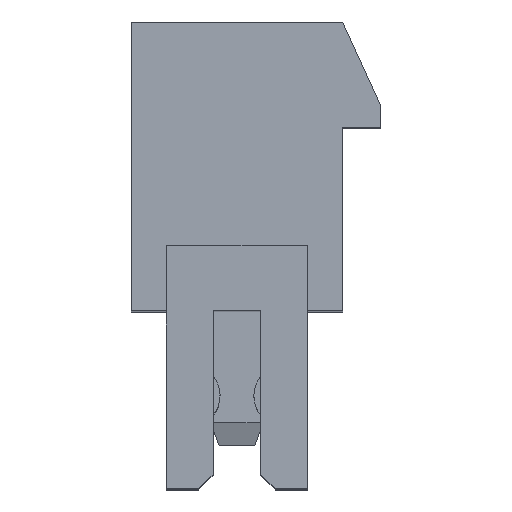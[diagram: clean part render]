
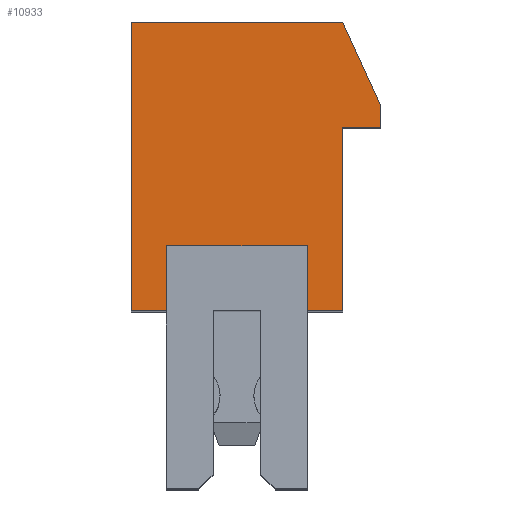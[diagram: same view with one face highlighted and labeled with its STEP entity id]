
A CAD part, top view. The second image highlights one B-rep face of the part: STEP entity #10933.
In plain terms, the highlighted planar face has unit normal (0, 0, 1).
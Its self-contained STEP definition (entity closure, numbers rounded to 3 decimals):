
#243 = VERTEX_POINT ( 'NONE', #11653 ) ;
#785 = VERTEX_POINT ( 'NONE', #17210 ) ;
#802 = CARTESIAN_POINT ( 'NONE',  ( -3.75, 0., 0. ) ) ;
#862 = ORIENTED_EDGE ( 'NONE', *, *, #5456, .T. ) ;
#940 = LINE ( 'NONE', #1685, #15261 ) ;
#965 = VECTOR ( 'NONE', #9694, 1000. ) ;
#970 = VERTEX_POINT ( 'NONE', #12741 ) ;
#1002 = LINE ( 'NONE', #16502, #11644 ) ;
#1159 = DIRECTION ( 'NONE',  ( 0., -1., 0. ) ) ;
#1295 = ORIENTED_EDGE ( 'NONE', *, *, #11798, .F. ) ;
#1685 = CARTESIAN_POINT ( 'NONE',  ( -3.75, 2.3, 0. ) ) ;
#1737 = CARTESIAN_POINT ( 'NONE',  ( -3.75, 0., 0. ) ) ;
#1796 = EDGE_CURVE ( 'NONE', #13054, #12184, #11441, .T. ) ;
#1859 = LINE ( 'NONE', #7742, #8790 ) ;
#2685 = EDGE_CURVE ( 'NONE', #9172, #13054, #4623, .T. ) ;
#2687 = DIRECTION ( 'NONE',  ( 0., 1., 0. ) ) ;
#3455 = FACE_OUTER_BOUND ( 'NONE', #13463, .T. ) ;
#3732 = AXIS2_PLACEMENT_3D ( 'NONE', #4573, #14333, #5964 ) ;
#4086 = VERTEX_POINT ( 'NONE', #14294 ) ;
#4125 = LINE ( 'NONE', #11715, #7845 ) ;
#4254 = DIRECTION ( 'NONE',  ( 1., 0., 0. ) ) ;
#4317 = ORIENTED_EDGE ( 'NONE', *, *, #9060, .T. ) ;
#4573 = CARTESIAN_POINT ( 'NONE',  ( -3.75, 10.25, 0. ) ) ;
#4623 = LINE ( 'NONE', #6889, #965 ) ;
#4923 = LINE ( 'NONE', #8074, #11893 ) ;
#5072 = CARTESIAN_POINT ( 'NONE',  ( 2.5, 2.3, 0. ) ) ;
#5383 = VECTOR ( 'NONE', #4254, 1000. ) ;
#5405 = VERTEX_POINT ( 'NONE', #17693 ) ;
#5456 = EDGE_CURVE ( 'NONE', #4086, #9172, #11805, .T. ) ;
#5488 = VECTOR ( 'NONE', #7177, 1000. ) ;
#5590 = EDGE_CURVE ( 'NONE', #16116, #5405, #940, .T. ) ;
#5964 = DIRECTION ( 'NONE',  ( -1., 0., 0. ) ) ;
#6257 = ORIENTED_EDGE ( 'NONE', *, *, #5590, .F. ) ;
#6312 = VERTEX_POINT ( 'NONE', #8747 ) ;
#6385 = DIRECTION ( 'NONE',  ( 0., 1., 0. ) ) ;
#6392 = EDGE_CURVE ( 'NONE', #6476, #4086, #4125, .T. ) ;
#6476 = VERTEX_POINT ( 'NONE', #10501 ) ;
#6697 = ORIENTED_EDGE ( 'NONE', *, *, #16636, .F. ) ;
#6748 = DIRECTION ( 'NONE',  ( -0.416, 0.909, 0. ) ) ;
#6889 = CARTESIAN_POINT ( 'NONE',  ( -3.75, 10.25, 0. ) ) ;
#7177 = DIRECTION ( 'NONE',  ( 1., 0., 0. ) ) ;
#7736 = VECTOR ( 'NONE', #14255, 1000. ) ;
#7742 = CARTESIAN_POINT ( 'NONE',  ( 2.5, 10.25, 0. ) ) ;
#7845 = VECTOR ( 'NONE', #13143, 1000. ) ;
#7933 = DIRECTION ( 'NONE',  ( 1., 0., 0. ) ) ;
#8074 = CARTESIAN_POINT ( 'NONE',  ( -2.5, 10.25, 0. ) ) ;
#8287 = EDGE_CURVE ( 'NONE', #785, #6476, #17468, .T. ) ;
#8587 = DIRECTION ( 'NONE',  ( -1., 0., 0. ) ) ;
#8747 = CARTESIAN_POINT ( 'NONE',  ( 3.75, 0., 0. ) ) ;
#8790 = VECTOR ( 'NONE', #6385, 1000. ) ;
#9060 = EDGE_CURVE ( 'NONE', #970, #6312, #16147, .T. ) ;
#9172 = VERTEX_POINT ( 'NONE', #15801 ) ;
#9694 = DIRECTION ( 'NONE',  ( -1., 0., 0. ) ) ;
#10146 = VECTOR ( 'NONE', #7933, 1000. ) ;
#10408 = ORIENTED_EDGE ( 'NONE', *, *, #12977, .T. ) ;
#10423 = ORIENTED_EDGE ( 'NONE', *, *, #15211, .T. ) ;
#10501 = CARTESIAN_POINT ( 'NONE',  ( 5.1, 6.5, 0. ) ) ;
#10933 = ADVANCED_FACE ( 'NONE', ( #3455 ), #12874, .F. ) ;
#11437 = CARTESIAN_POINT ( 'NONE',  ( -3.75, 0., 0. ) ) ;
#11441 = LINE ( 'NONE', #11437, #7736 ) ;
#11644 = VECTOR ( 'NONE', #2687, 1000. ) ;
#11653 = CARTESIAN_POINT ( 'NONE',  ( -2.5, 0., 0. ) ) ;
#11707 = ORIENTED_EDGE ( 'NONE', *, *, #8287, .T. ) ;
#11715 = CARTESIAN_POINT ( 'NONE',  ( 5.1, 7.3, 0. ) ) ;
#11798 = EDGE_CURVE ( 'NONE', #5405, #243, #4923, .T. ) ;
#11805 = LINE ( 'NONE', #17874, #15052 ) ;
#11893 = VECTOR ( 'NONE', #1159, 1000. ) ;
#12184 = VERTEX_POINT ( 'NONE', #802 ) ;
#12741 = CARTESIAN_POINT ( 'NONE',  ( 2.5, 0., 0. ) ) ;
#12874 = PLANE ( 'NONE',  #3732 ) ;
#12977 = EDGE_CURVE ( 'NONE', #6312, #785, #1002, .T. ) ;
#13054 = VERTEX_POINT ( 'NONE', #15444 ) ;
#13143 = DIRECTION ( 'NONE',  ( 0., 1., 0. ) ) ;
#13463 = EDGE_LOOP ( 'NONE', ( #1295, #6257, #6697, #4317, #10408, #11707, #17515, #862, #16044, #16893, #10423 ) ) ;
#14255 = DIRECTION ( 'NONE',  ( 0., -1., 0. ) ) ;
#14294 = CARTESIAN_POINT ( 'NONE',  ( 5.1, 7.3, 0. ) ) ;
#14333 = DIRECTION ( 'NONE',  ( 0., 0., -1. ) ) ;
#15052 = VECTOR ( 'NONE', #6748, 1000. ) ;
#15211 = EDGE_CURVE ( 'NONE', #12184, #243, #16454, .T. ) ;
#15261 = VECTOR ( 'NONE', #8587, 1000. ) ;
#15444 = CARTESIAN_POINT ( 'NONE',  ( -3.75, 10.25, 0. ) ) ;
#15801 = CARTESIAN_POINT ( 'NONE',  ( 3.75, 10.25, 0. ) ) ;
#16044 = ORIENTED_EDGE ( 'NONE', *, *, #2685, .T. ) ;
#16116 = VERTEX_POINT ( 'NONE', #5072 ) ;
#16147 = LINE ( 'NONE', #1737, #5488 ) ;
#16220 = CARTESIAN_POINT ( 'NONE',  ( 5.1, 6.5, 0. ) ) ;
#16454 = LINE ( 'NONE', #16693, #5383 ) ;
#16502 = CARTESIAN_POINT ( 'NONE',  ( 3.75, 0., 0. ) ) ;
#16636 = EDGE_CURVE ( 'NONE', #970, #16116, #1859, .T. ) ;
#16693 = CARTESIAN_POINT ( 'NONE',  ( -3.75, 0., 0. ) ) ;
#16893 = ORIENTED_EDGE ( 'NONE', *, *, #1796, .T. ) ;
#17210 = CARTESIAN_POINT ( 'NONE',  ( 3.75, 6.5, 0. ) ) ;
#17468 = LINE ( 'NONE', #16220, #10146 ) ;
#17515 = ORIENTED_EDGE ( 'NONE', *, *, #6392, .T. ) ;
#17693 = CARTESIAN_POINT ( 'NONE',  ( -2.5, 2.3, 0. ) ) ;
#17874 = CARTESIAN_POINT ( 'NONE',  ( 3.75, 10.25, 0. ) ) ;
